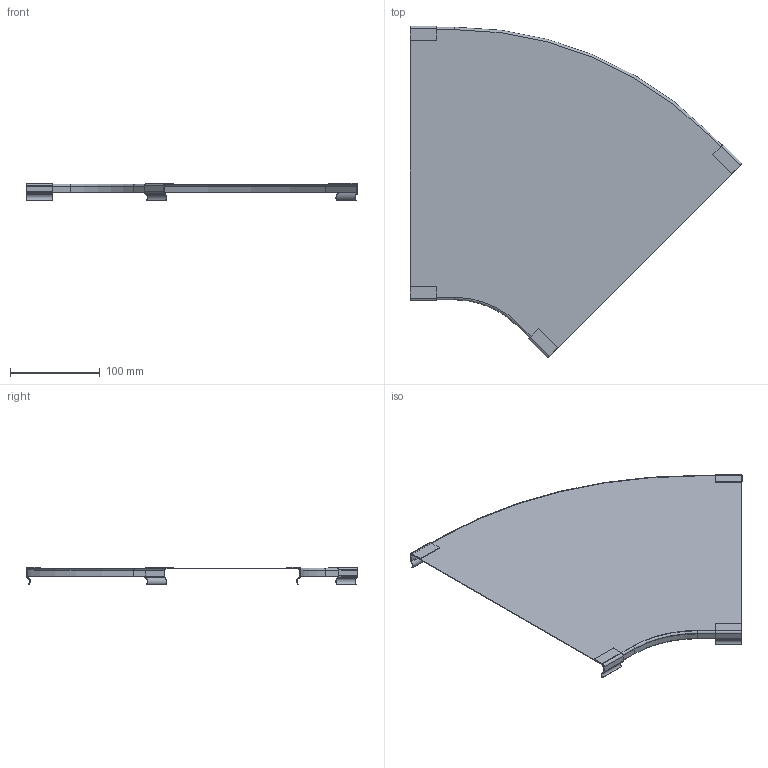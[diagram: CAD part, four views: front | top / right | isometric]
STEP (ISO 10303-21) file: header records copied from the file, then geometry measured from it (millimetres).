
FILE_DESCRIPTION(/* description */ (''),/* implementation_level */ '2;1');
FILE_NAME(/* name */ '480875.stp',/* time_stamp */ '2025-12-05T09:43:25+01:00',/* author */ ('mael.lecharpentier'),/* organization */ (''),/* preprocessor_version */ 'ST-DEVELOPER v20',/* originating_system */ 'AutoCAD Mechanical',/* authorisation */ '');
FILE_SCHEMA (('AUTOMOTIVE_DESIGN { 1 0 10303 214 3 1 1 }'));
Length unit declared in the file: millimetre
Products named in the file (1): Product
Bounding box: 370.11 x 369.96 x 19.25 mm (x, y, z)
Volume: 73942.9 mm3; surface area: 198714.6 mm2
Topology: 5 solids, 5 shells, 82 faces, 208 edges, 136 vertices
Faces by surface type: plane 46, cylinder 30, torus 4, cone 2
Entity records: 2502 total; most frequent: DIRECTION 442, CARTESIAN_POINT 427, ORIENTED_EDGE 416, EDGE_CURVE 208, AXIS2_PLACEMENT_3D 151, LINE 140, VECTOR 140, VERTEX_POINT 136
